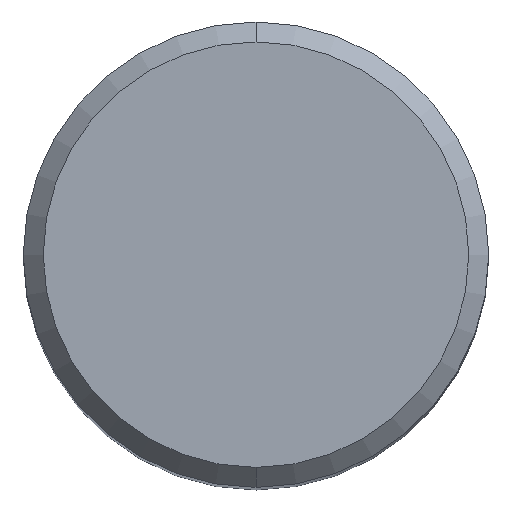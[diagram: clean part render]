
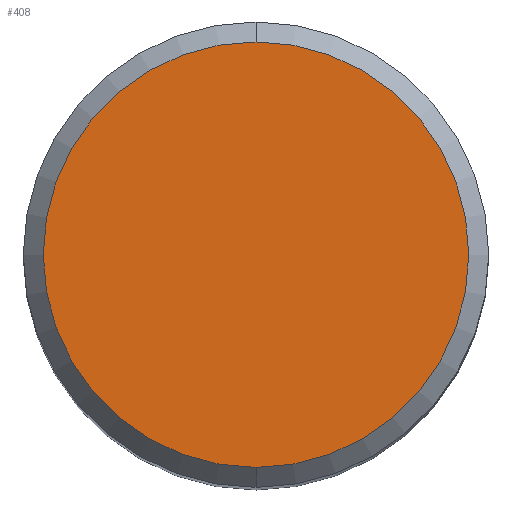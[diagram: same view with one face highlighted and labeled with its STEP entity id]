
A CAD part, top view. The second image highlights one B-rep face of the part: STEP entity #408.
In plain terms, the highlighted planar face has unit normal (0, 0, 1).
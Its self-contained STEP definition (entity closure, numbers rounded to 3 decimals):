
#186=VERTEX_POINT('',#488);
#192=EDGE_CURVE('',#286,#186,#496,.T.);
#286=VERTEX_POINT('',#601);
#302=EDGE_CURVE('',#186,#286,#618,.T.);
#408=ADVANCED_FACE('',(#734),#735,.T.);
#488=CARTESIAN_POINT('',(0.,-6.4,0.0));
#496=CIRCLE('',#851,6.4);
#601=CARTESIAN_POINT('',(0.0,6.4,0.0));
#618=CIRCLE('',#1104,6.4);
#734=FACE_OUTER_BOUND('',#1361,.T.);
#735=PLANE('',#1362);
#851=AXIS2_PLACEMENT_3D('',#1522,#1523,#1524);
#1104=AXIS2_PLACEMENT_3D('',#1670,#1671,#1672);
#1361=EDGE_LOOP('',(#1783,#1784));
#1362=AXIS2_PLACEMENT_3D('',#1785,#1786,#1787);
#1522=CARTESIAN_POINT('',(0.0,0.0,0.0));
#1523=DIRECTION('',(0.0,0.0,-1.0));
#1524=DIRECTION('',(0.0,1.0,0.0));
#1670=CARTESIAN_POINT('',(0.0,0.0,0.0));
#1671=DIRECTION('',(0.0,0.0,-1.0));
#1672=DIRECTION('',(0.0,1.0,0.0));
#1783=ORIENTED_EDGE('',*,*,#192,.F.);
#1784=ORIENTED_EDGE('',*,*,#302,.F.);
#1785=CARTESIAN_POINT('',(0.0,3.2,0.0));
#1786=DIRECTION('',(-0.0,0.0,1.0));
#1787=DIRECTION('',(0.0,-1.0,0.0));
